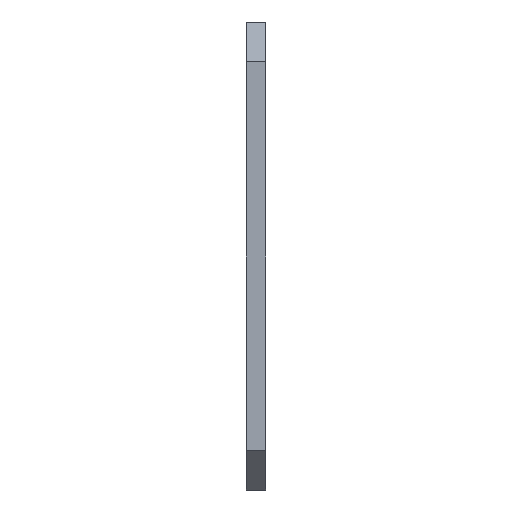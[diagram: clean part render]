
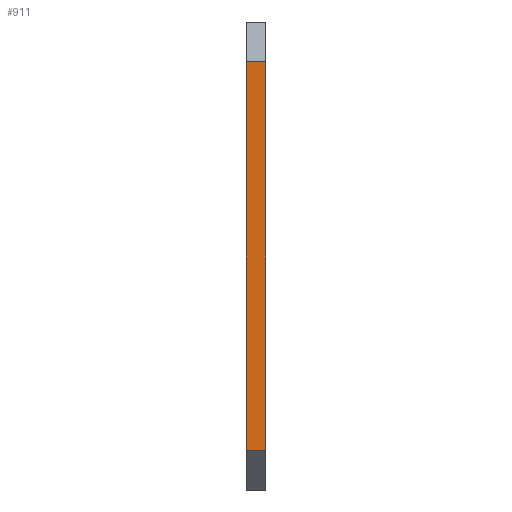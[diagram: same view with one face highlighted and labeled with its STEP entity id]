
A CAD part, front view. The second image highlights one B-rep face of the part: STEP entity #911.
In plain terms, the highlighted planar face has unit normal (0, -1, 0).
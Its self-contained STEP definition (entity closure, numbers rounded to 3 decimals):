
#20 = CARTESIAN_POINT ( 'NONE',  ( -1.5, -145.75, 7.5 ) ) ;
#132 = FACE_OUTER_BOUND ( 'NONE', #1057, .T. ) ;
#187 = EDGE_CURVE ( 'NONE', #492, #301, #980, .T. ) ;
#196 = VECTOR ( 'NONE', #1062, 1000. ) ;
#239 = DIRECTION ( 'NONE',  ( 0., 0., -1. ) ) ;
#279 = EDGE_CURVE ( 'NONE', #369, #575, #458, .T. ) ;
#301 = VERTEX_POINT ( 'NONE', #813 ) ;
#328 = DIRECTION ( 'NONE',  ( 0., 0., -1. ) ) ;
#333 = CARTESIAN_POINT ( 'NONE',  ( 0., -145.75, 7.5 ) ) ;
#334 = CARTESIAN_POINT ( 'NONE',  ( -1.5, -145.75, -25. ) ) ;
#354 = ORIENTED_EDGE ( 'NONE', *, *, #187, .T. ) ;
#369 = VERTEX_POINT ( 'NONE', #863 ) ;
#417 = PLANE ( 'NONE',  #1059 ) ;
#458 = LINE ( 'NONE', #629, #977 ) ;
#470 = ORIENTED_EDGE ( 'NONE', *, *, #279, .T. ) ;
#487 = EDGE_CURVE ( 'NONE', #575, #492, #549, .T. ) ;
#492 = VERTEX_POINT ( 'NONE', #1107 ) ;
#549 = LINE ( 'NONE', #20, #722 ) ;
#575 = VERTEX_POINT ( 'NONE', #1158 ) ;
#629 = CARTESIAN_POINT ( 'NONE',  ( -1.5, -145.75, 4.5 ) ) ;
#646 = VECTOR ( 'NONE', #328, 1000. ) ;
#655 = EDGE_CURVE ( 'NONE', #369, #301, #1140, .T. ) ;
#670 = CARTESIAN_POINT ( 'NONE',  ( -1.5, -145.75, 7.5 ) ) ;
#722 = VECTOR ( 'NONE', #733, 1000. ) ;
#733 = DIRECTION ( 'NONE',  ( 0., 0., -1. ) ) ;
#739 = DIRECTION ( 'NONE',  ( -1., 0., 0. ) ) ;
#813 = CARTESIAN_POINT ( 'NONE',  ( 0., -145.75, -25. ) ) ;
#863 = CARTESIAN_POINT ( 'NONE',  ( 0., -145.75, 4.5 ) ) ;
#911 = ADVANCED_FACE ( 'NONE', ( #132 ), #417, .T. ) ;
#977 = VECTOR ( 'NONE', #739, 1000. ) ;
#980 = LINE ( 'NONE', #334, #196 ) ;
#1038 = DIRECTION ( 'NONE',  ( 0., -1., 0. ) ) ;
#1057 = EDGE_LOOP ( 'NONE', ( #1117, #354, #1101, #470 ) ) ;
#1059 = AXIS2_PLACEMENT_3D ( 'NONE', #670, #1038, #239 ) ;
#1062 = DIRECTION ( 'NONE',  ( 1., 0., 0. ) ) ;
#1101 = ORIENTED_EDGE ( 'NONE', *, *, #655, .F. ) ;
#1107 = CARTESIAN_POINT ( 'NONE',  ( -1.5, -145.75, -25. ) ) ;
#1117 = ORIENTED_EDGE ( 'NONE', *, *, #487, .T. ) ;
#1140 = LINE ( 'NONE', #333, #646 ) ;
#1158 = CARTESIAN_POINT ( 'NONE',  ( -1.5, -145.75, 4.5 ) ) ;
